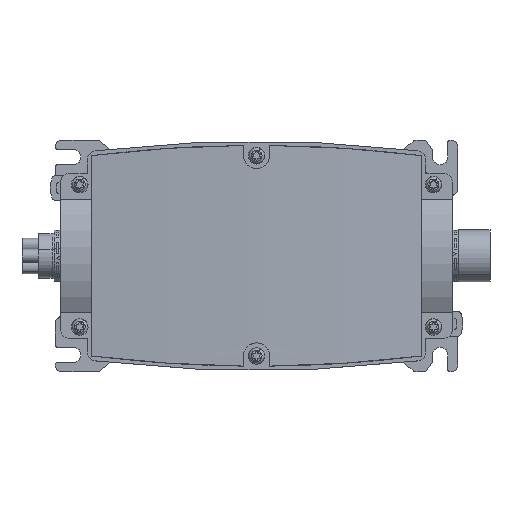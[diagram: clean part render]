
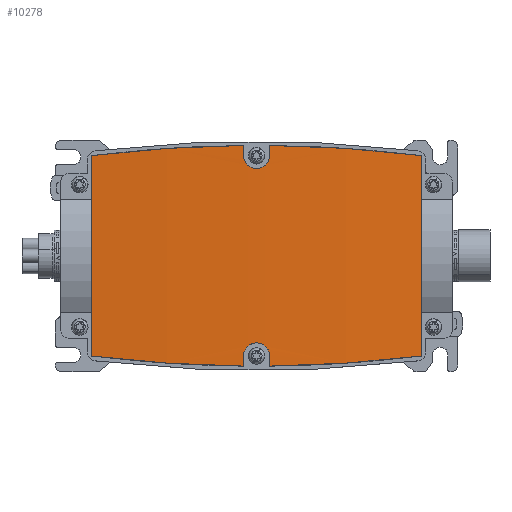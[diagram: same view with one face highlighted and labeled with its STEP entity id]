
A CAD part, top view. The second image highlights one B-rep face of the part: STEP entity #10278.
In plain terms, the highlighted cylindrical face has radius 1000.03 mm (diameter 2000.07 mm), a partial arc.
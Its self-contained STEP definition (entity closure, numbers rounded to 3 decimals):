
#10215=AXIS2_PLACEMENT_3D('Cylinder Axis2P3D',#10212,#10213,#10214) ;
#9600=CARTESIAN_POINT('Vertex',(179.578,97.029,64.749)) ;
#9603=CARTESIAN_POINT('Line Origine',(179.578,52.,64.749)) ;
#9607=CARTESIAN_POINT('Vertex',(179.578,6.971,64.749)) ;
#9634=CARTESIAN_POINT('Vertex',(111.322,2.4,67.483)) ;
#9638=CARTESIAN_POINT('Control Point',(111.322,2.4,67.483)) ;
#9639=CARTESIAN_POINT('Control Point',(134.158,2.624,67.349)) ;
#9640=CARTESIAN_POINT('Control Point',(156.977,4.156,66.429)) ;
#9641=CARTESIAN_POINT('Control Point',(179.578,6.971,64.749)) ;
#9656=CARTESIAN_POINT('Line Origine',(111.322,4.7,67.483)) ;
#9660=CARTESIAN_POINT('Vertex',(111.322,7.,67.483)) ;
#9682=CARTESIAN_POINT('Control Point',(99.578,7.,67.483)) ;
#9683=CARTESIAN_POINT('Control Point',(99.578,8.272,67.483)) ;
#9684=CARTESIAN_POINT('Control Point',(99.923,9.543,67.485)) ;
#9685=CARTESIAN_POINT('Control Point',(100.612,10.69,67.489)) ;
#9686=CARTESIAN_POINT('Control Point',(102.055,12.041,67.495)) ;
#9687=CARTESIAN_POINT('Control Point',(103.861,12.707,67.499)) ;
#9688=CARTESIAN_POINT('Control Point',(104.49,12.846,67.5)) ;
#9689=CARTESIAN_POINT('Control Point',(105.77,12.949,67.5)) ;
#9690=CARTESIAN_POINT('Control Point',(107.03,12.709,67.499)) ;
#9691=CARTESIAN_POINT('Control Point',(107.641,12.504,67.498)) ;
#9692=CARTESIAN_POINT('Control Point',(109.251,11.705,67.494)) ;
#9693=CARTESIAN_POINT('Control Point',(110.483,10.346,67.488)) ;
#9694=CARTESIAN_POINT('Control Point',(111.042,9.291,67.484)) ;
#9695=CARTESIAN_POINT('Control Point',(111.322,8.146,67.483)) ;
#9696=CARTESIAN_POINT('Control Point',(111.322,7.,67.483)) ;
#9697=CARTESIAN_POINT('Vertex',(99.578,7.,67.483)) ;
#9722=CARTESIAN_POINT('Vertex',(99.578,2.4,67.483)) ;
#9725=CARTESIAN_POINT('Line Origine',(99.578,4.7,67.483)) ;
#9739=CARTESIAN_POINT('Control Point',(31.322,6.971,64.749)) ;
#9740=CARTESIAN_POINT('Control Point',(53.924,4.156,66.429)) ;
#9741=CARTESIAN_POINT('Control Point',(76.742,2.624,67.349)) ;
#9742=CARTESIAN_POINT('Control Point',(99.578,2.4,67.483)) ;
#9743=CARTESIAN_POINT('Vertex',(31.322,6.971,64.749)) ;
#9764=CARTESIAN_POINT('Line Origine',(31.322,52.,64.749)) ;
#9768=CARTESIAN_POINT('Vertex',(31.322,97.029,64.749)) ;
#10212=CARTESIAN_POINT('Axis2P3D Location',(105.451,52.,-932.533)) ;
#10218=CARTESIAN_POINT('Control Point',(111.322,101.6,67.483)) ;
#10219=CARTESIAN_POINT('Control Point',(134.158,101.376,67.349)) ;
#10220=CARTESIAN_POINT('Control Point',(156.977,99.844,66.429)) ;
#10221=CARTESIAN_POINT('Control Point',(179.578,97.029,64.749)) ;
#10222=CARTESIAN_POINT('Vertex',(111.322,101.6,67.483)) ;
#10225=CARTESIAN_POINT('Line Origine',(111.322,52.,67.483)) ;
#10229=CARTESIAN_POINT('Vertex',(111.322,97.,67.483)) ;
#10233=CARTESIAN_POINT('Control Point',(99.578,97.,67.483)) ;
#10234=CARTESIAN_POINT('Control Point',(99.578,95.728,67.483)) ;
#10235=CARTESIAN_POINT('Control Point',(99.923,94.457,67.485)) ;
#10236=CARTESIAN_POINT('Control Point',(100.612,93.31,67.489)) ;
#10237=CARTESIAN_POINT('Control Point',(102.055,91.959,67.495)) ;
#10238=CARTESIAN_POINT('Control Point',(103.861,91.293,67.499)) ;
#10239=CARTESIAN_POINT('Control Point',(104.49,91.154,67.5)) ;
#10240=CARTESIAN_POINT('Control Point',(105.77,91.051,67.5)) ;
#10241=CARTESIAN_POINT('Control Point',(107.03,91.291,67.499)) ;
#10242=CARTESIAN_POINT('Control Point',(107.641,91.496,67.498)) ;
#10243=CARTESIAN_POINT('Control Point',(109.251,92.295,67.494)) ;
#10244=CARTESIAN_POINT('Control Point',(110.483,93.654,67.488)) ;
#10245=CARTESIAN_POINT('Control Point',(111.042,94.709,67.484)) ;
#10246=CARTESIAN_POINT('Control Point',(111.322,95.854,67.483)) ;
#10247=CARTESIAN_POINT('Control Point',(111.322,97.,67.483)) ;
#10248=CARTESIAN_POINT('Vertex',(99.578,97.,67.483)) ;
#10251=CARTESIAN_POINT('Line Origine',(99.578,52.,67.483)) ;
#10255=CARTESIAN_POINT('Vertex',(99.578,101.6,67.483)) ;
#10259=CARTESIAN_POINT('Control Point',(31.322,97.029,64.749)) ;
#10260=CARTESIAN_POINT('Control Point',(53.924,99.844,66.429)) ;
#10261=CARTESIAN_POINT('Control Point',(76.742,101.376,67.349)) ;
#10262=CARTESIAN_POINT('Control Point',(99.578,101.6,67.483)) ;
#9604=DIRECTION('Vector Direction',(0.,1.,0.)) ;
#9657=DIRECTION('Vector Direction',(0.,1.,0.)) ;
#9726=DIRECTION('Vector Direction',(0.,1.,0.)) ;
#9765=DIRECTION('Vector Direction',(0.,1.,0.)) ;
#10213=DIRECTION('Axis2P3D Direction',(0.,1.,-0.)) ;
#10214=DIRECTION('Axis2P3D XDirection',(-0.074,0.,0.997)) ;
#10226=DIRECTION('Vector Direction',(0.,1.,0.)) ;
#10252=DIRECTION('Vector Direction',(0.,1.,0.)) ;
#9605=VECTOR('Line Direction',#9604,1.) ;
#9658=VECTOR('Line Direction',#9657,1.) ;
#9727=VECTOR('Line Direction',#9726,1.) ;
#9766=VECTOR('Line Direction',#9765,1.) ;
#10227=VECTOR('Line Direction',#10226,1.) ;
#10253=VECTOR('Line Direction',#10252,1.) ;
#10265=ORIENTED_EDGE('',*,*,#9745,.T.) ;
#10266=ORIENTED_EDGE('',*,*,#9729,.T.) ;
#10267=ORIENTED_EDGE('',*,*,#9699,.T.) ;
#10268=ORIENTED_EDGE('',*,*,#9662,.F.) ;
#10269=ORIENTED_EDGE('',*,*,#9642,.T.) ;
#10270=ORIENTED_EDGE('',*,*,#9609,.T.) ;
#10271=ORIENTED_EDGE('',*,*,#10224,.F.) ;
#10272=ORIENTED_EDGE('',*,*,#10231,.F.) ;
#10273=ORIENTED_EDGE('',*,*,#10250,.F.) ;
#10274=ORIENTED_EDGE('',*,*,#10257,.T.) ;
#10275=ORIENTED_EDGE('',*,*,#10263,.F.) ;
#10276=ORIENTED_EDGE('',*,*,#9770,.F.) ;
#10278=ADVANCED_FACE('LED',(#10277),#10216,.T.) ;
#9637=B_SPLINE_CURVE_WITH_KNOTS('',3,(#9638,#9639,#9640,#9641),.UNSPECIFIED.,.F.,.U.,(4,4),(113.505,210.399),.UNSPECIFIED.) ;
#9681=B_SPLINE_CURVE_WITH_KNOTS('',5,(#9682,#9683,#9684,#9685,#9686,#9687,#9688,#9689,#9690,#9691,#9692,#9693,#9694,#9695,#9696),.UNSPECIFIED.,.F.,.U.,(6,3,3,3,6),(0.,8.992,13.489,17.986,26.087),.UNSPECIFIED.) ;
#9738=B_SPLINE_CURVE_WITH_KNOTS('',3,(#9739,#9740,#9741,#9742),.UNSPECIFIED.,.F.,.U.,(4,4),(0.,96.896),.UNSPECIFIED.) ;
#10217=B_SPLINE_CURVE_WITH_KNOTS('',3,(#10218,#10219,#10220,#10221),.UNSPECIFIED.,.F.,.U.,(4,4),(113.505,210.399),.UNSPECIFIED.) ;
#10232=B_SPLINE_CURVE_WITH_KNOTS('',5,(#10233,#10234,#10235,#10236,#10237,#10238,#10239,#10240,#10241,#10242,#10243,#10244,#10245,#10246,#10247),.UNSPECIFIED.,.F.,.U.,(6,3,3,3,6),(0.,8.992,13.489,17.986,26.087),.UNSPECIFIED.) ;
#10258=B_SPLINE_CURVE_WITH_KNOTS('',3,(#10259,#10260,#10261,#10262),.UNSPECIFIED.,.F.,.U.,(4,4),(0.,96.896),.UNSPECIFIED.) ;
#10216=CYLINDRICAL_SURFACE('generated cylinder',#10215,1000.033) ;
#9609=EDGE_CURVE('',#9608,#9601,#9606,.T.) ;
#9642=EDGE_CURVE('',#9635,#9608,#9637,.T.) ;
#9662=EDGE_CURVE('',#9635,#9661,#9659,.T.) ;
#9699=EDGE_CURVE('',#9698,#9661,#9681,.T.) ;
#9729=EDGE_CURVE('',#9723,#9698,#9728,.T.) ;
#9745=EDGE_CURVE('',#9744,#9723,#9738,.T.) ;
#9770=EDGE_CURVE('',#9744,#9769,#9767,.T.) ;
#10224=EDGE_CURVE('',#10223,#9601,#10217,.T.) ;
#10231=EDGE_CURVE('',#10230,#10223,#10228,.T.) ;
#10250=EDGE_CURVE('',#10249,#10230,#10232,.T.) ;
#10257=EDGE_CURVE('',#10249,#10256,#10254,.T.) ;
#10263=EDGE_CURVE('',#9769,#10256,#10258,.T.) ;
#10264=EDGE_LOOP('',(#10265,#10266,#10267,#10268,#10269,#10270,#10271,#10272,#10273,#10274,#10275,#10276)) ;
#10277=FACE_OUTER_BOUND('',#10264,.T.) ;
#9606=LINE('Line',#9603,#9605) ;
#9659=LINE('Line',#9656,#9658) ;
#9728=LINE('Line',#9725,#9727) ;
#9767=LINE('Line',#9764,#9766) ;
#10228=LINE('Line',#10225,#10227) ;
#10254=LINE('Line',#10251,#10253) ;
#9601=VERTEX_POINT('',#9600) ;
#9608=VERTEX_POINT('',#9607) ;
#9635=VERTEX_POINT('',#9634) ;
#9661=VERTEX_POINT('',#9660) ;
#9698=VERTEX_POINT('',#9697) ;
#9723=VERTEX_POINT('',#9722) ;
#9744=VERTEX_POINT('',#9743) ;
#9769=VERTEX_POINT('',#9768) ;
#10223=VERTEX_POINT('',#10222) ;
#10230=VERTEX_POINT('',#10229) ;
#10249=VERTEX_POINT('',#10248) ;
#10256=VERTEX_POINT('',#10255) ;
